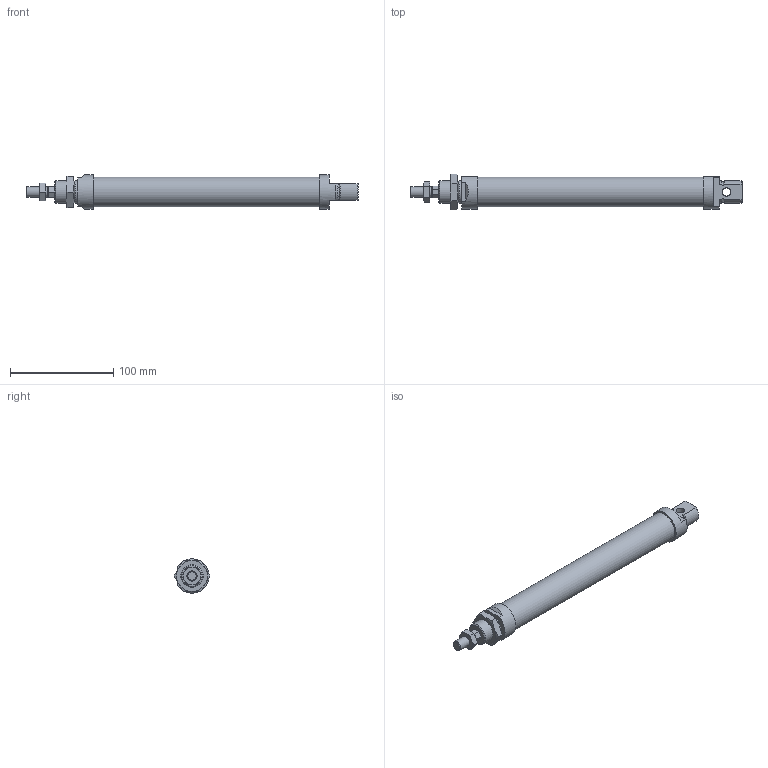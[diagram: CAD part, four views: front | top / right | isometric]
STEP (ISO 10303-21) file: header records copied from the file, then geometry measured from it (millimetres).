
FILE_DESCRIPTION( ( 'STEP AP214' ), '1' );
FILE_NAME( '1260.25.180.E(0).stp', '2022-06-09T14:11:58', ( 'License CC BY-ND 4.0' ), ( 'CADENAS' ), ' ', 'PARTsolutions', ' ' );
FILE_SCHEMA( ( 'AUTOMOTIVE_DESIGN { 1 0 10303 214 1 1 1 1 }' ) );
Length unit declared in the file: millimetre
Products named in the file (7): 1260.25.180.E(0); _barrel_iso_6432_25360E180; _fh_iso_6432_253; _1200.25.05; _rh_iso_6432_253; _rod_iso_6432_25360E180; _n_iso_6432_25
Assembly tree (6 placements, depth 2):
  1260.25.180.E(0)
    _barrel_iso_6432_25360E180
    _fh_iso_6432_253
    _1200.25.05
    _rh_iso_6432_253
    _rod_iso_6432_25360E180
    _n_iso_6432_25
Bounding box: 321 x 34.64 x 32.96 mm (x, y, z)
Volume: 146578.8 mm3; surface area: 59695.4 mm2
Topology: 6 solids, 6 shells, 115 faces, 256 edges, 159 vertices
Faces by surface type: plane 54, cone 40, cylinder 21
Full cylindrical faces by diameter (mm): 8 x1, 8.566 x2, 8.647 x1, 8.8 x1, 10 x1, 20 x2, 20.3 x1, 20.376 x1, 22 x2, 29 x1
Entity records: 4204 total; most frequent: CARTESIAN_POINT 748, DIRECTION 500, ORIENTED_EDGE 464, EDGE_CURVE 232, AXIS2_PLACEMENT_3D 206, VERTEX_POINT 158, EDGE_LOOP 154, FACE_OUTER_BOUND 128
